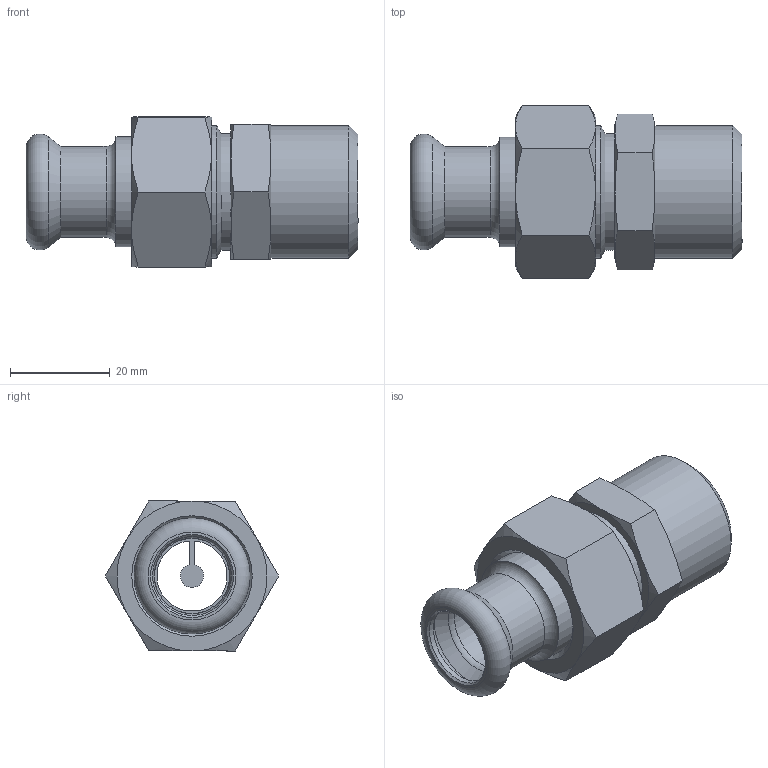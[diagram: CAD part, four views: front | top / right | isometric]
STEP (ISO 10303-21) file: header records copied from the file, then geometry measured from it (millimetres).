
FILE_DESCRIPTION(/* description */ (''),/* implementation_level */ '2;1');
FILE_NAME(/* name */ '35361.stp',/* time_stamp */ '2014-04-01T20:51:42+02:00',/* author */ ('bruh'),/* organization */ (''),/* preprocessor_version */ 'ST-DEVELOPER v15.2',/* originating_system */ 'Autodesk Inventor 2014',/* authorisation */ '');
FILE_SCHEMA (('AUTOMOTIVE_DESIGN { 1 0 10303 214 3 1 1 }'));
Length unit declared in the file: millimetre
Products named in the file (5): 101245; 101275; 400814; 101035; 35361
Bounding box: 66.4 x 34.64 x 30 mm (x, y, z)
Volume: 19996.3 mm3; surface area: 13136.5 mm2
Topology: 3 solids, 3 shells, 78 faces, 164 edges, 97 vertices
Faces by surface type: cone 34, plane 25, cylinder 14, torus 5
Full cylindrical faces by diameter (mm): 15 x1, 15.2 x1, 15.8 x1, 17.5 x1, 18.2 x1, 22 x2, 22.1 x1, 23.4 x1, 24.117 x1, 26.441 x2
Entity records: 1966 total; most frequent: CARTESIAN_POINT 405, DIRECTION 320, ORIENTED_EDGE 262, AXIS2_PLACEMENT_3D 150, EDGE_CURVE 131, EDGE_LOOP 116, VERTEX_POINT 91, ADVANCED_FACE 78
